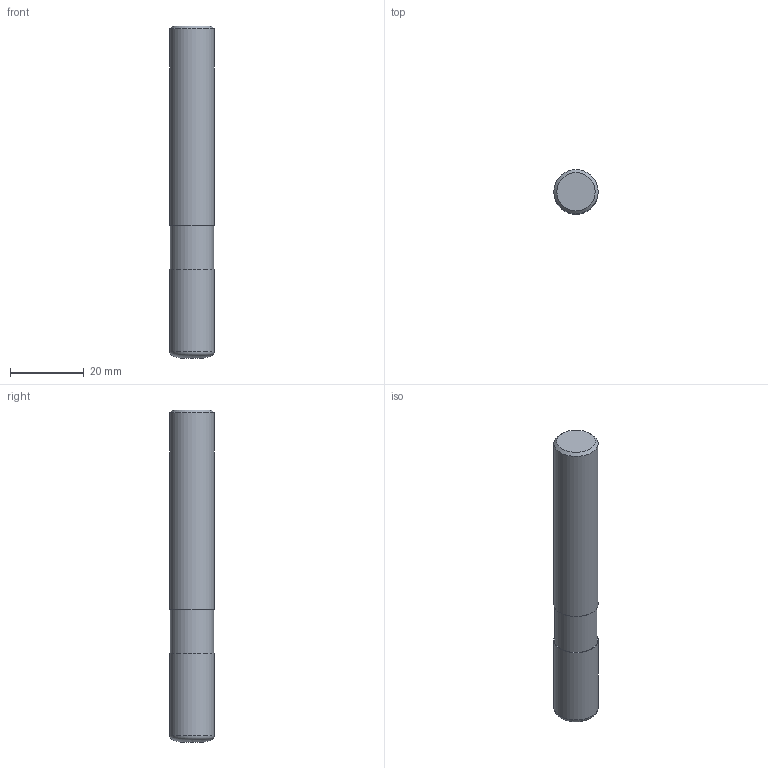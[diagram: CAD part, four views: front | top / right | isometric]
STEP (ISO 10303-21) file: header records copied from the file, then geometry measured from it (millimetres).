
FILE_DESCRIPTION(/* description */ (''),/* implementation_level */ '2;1');
FILE_NAME(/* name */ '3188212.stp',/* time_stamp */ '2021-01-07T10:57:34+09:00',/* author */ (''),/* organization */ (''),/* preprocessor_version */ 'ST-DEVELOPER v16.7',/* originating_system */ 'SIEMENS PLM Software NX 12.0',/* authorisation */ '');
FILE_SCHEMA (('AUTOMOTIVE_DESIGN { 1 0 10303 214 3 1 1 1 }'));
Length unit declared in the file: millimetre
Products named in the file (3): NOCUT_3188212; CUT_3188212; 3188212
Assembly tree (2 placements, depth 2):
  3188212
    CUT_3188212
    NOCUT_3188212
Bounding box: 12 x 12 x 90 mm (x, y, z)
Volume: 10061.8 mm3; surface area: 3778.9 mm2
Topology: 2 solids, 2 shells, 11 faces, 23 edges, 29 vertices
Faces by surface type: plane 5, cylinder 3, torus 1, bspline 1, cone 1
Full cylindrical faces by diameter (mm): 11.7 x1, 12 x2
Entity records: 436 total; most frequent: CARTESIAN_POINT 75, DIRECTION 64, AXIS2_PLACEMENT_3D 30, EDGE_LOOP 18, ORIENTED_EDGE 18, STYLED_ITEM 18, PRESENTATION_STYLE_ASSIGNMENT 18, FACE_BOUND 14
